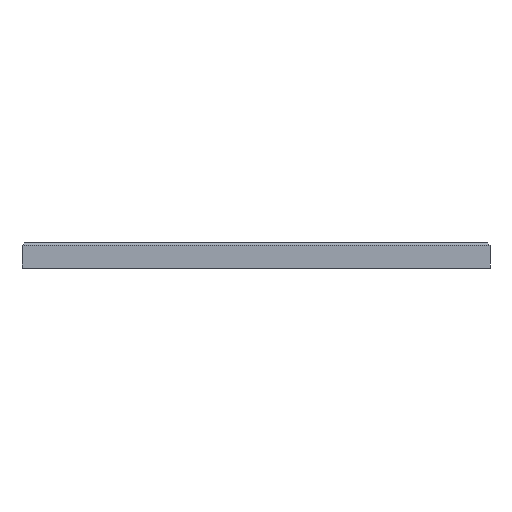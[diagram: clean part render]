
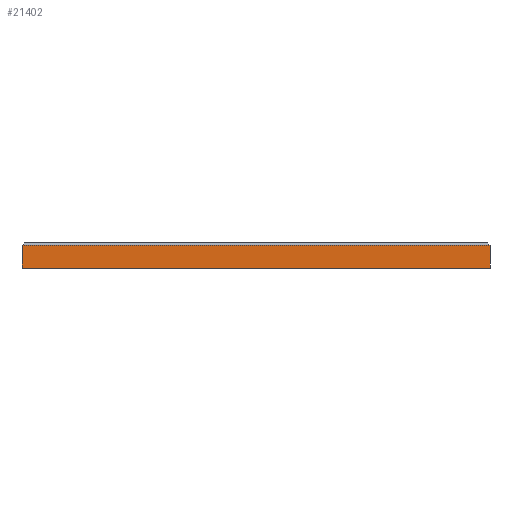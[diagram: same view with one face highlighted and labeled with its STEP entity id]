
A CAD part, left-side view. The second image highlights one B-rep face of the part: STEP entity #21402.
In plain terms, the highlighted planar face has unit normal (-1, 0, 0).
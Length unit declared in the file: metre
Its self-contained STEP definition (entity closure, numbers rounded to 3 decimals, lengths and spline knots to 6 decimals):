
#956=ORIENTED_EDGE('',*,*,#7078,.T.);
#957=ORIENTED_EDGE('',*,*,#7080,.T.);
#958=ORIENTED_EDGE('',*,*,#7081,.F.);
#959=ORIENTED_EDGE('',*,*,#7082,.T.);
#7078=EDGE_CURVE('',#10127,#10126,#11926,.T.);
#7080=EDGE_CURVE('',#10126,#10128,#11928,.T.);
#7081=EDGE_CURVE('',#10129,#10128,#11929,.T.);
#7082=EDGE_CURVE('',#10129,#10127,#11930,.T.);
#10126=VERTEX_POINT('',#31442);
#10127=VERTEX_POINT('',#31444);
#10128=VERTEX_POINT('',#31448);
#10129=VERTEX_POINT('',#31450);
#11926=LINE('',#31443,#15002);
#11928=LINE('',#31447,#15004);
#11929=LINE('',#31449,#15005);
#11930=LINE('',#31451,#15006);
#15002=VECTOR('',#24936,1.);
#15004=VECTOR('',#24940,1.);
#15005=VECTOR('',#24941,1.);
#15006=VECTOR('',#24942,1.);
#17367=EDGE_LOOP('',(#956,#957,#958,#959));
#18827=FACE_BOUND('',#17367,.T.);
#20115=PLANE('',#22702);
#21402=ADVANCED_FACE('',(#18827),#20115,.F.);
#22702=AXIS2_PLACEMENT_3D('',#31446,#24938,#24939);
#24936=DIRECTION('',(0.,0.,-1.));
#24938=DIRECTION('',(1.,0.,0.));
#24939=DIRECTION('',(0.,0.,-1.));
#24940=DIRECTION('',(0.,-1.,0.));
#24941=DIRECTION('',(0.,0.,-1.));
#24942=DIRECTION('',(0.,1.,0.));
#31442=CARTESIAN_POINT('',(0.,0.,0.0004));
#31443=CARTESIAN_POINT('',(0.,0.,0.006));
#31444=CARTESIAN_POINT('',(0.,0.,0.011));
#31446=CARTESIAN_POINT('',(0.,-0.108,0.006));
#31447=CARTESIAN_POINT('',(0.,-0.108,0.0004));
#31448=CARTESIAN_POINT('',(0.,-0.216,0.0004));
#31449=CARTESIAN_POINT('',(0.,-0.216,0.006));
#31450=CARTESIAN_POINT('',(0.,-0.216,0.011));
#31451=CARTESIAN_POINT('',(0.,0.,0.011));
